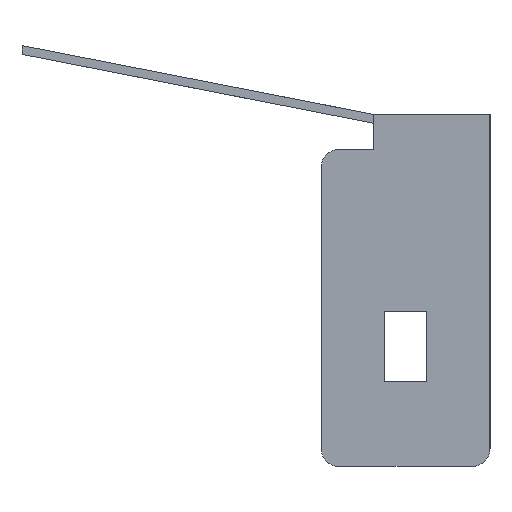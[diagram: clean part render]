
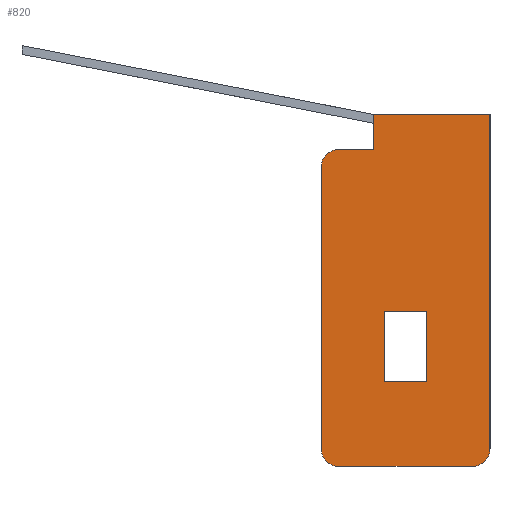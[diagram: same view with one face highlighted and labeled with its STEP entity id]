
A CAD part, left-side view. The second image highlights one B-rep face of the part: STEP entity #820.
In plain terms, the highlighted planar face has unit normal (-1, 0, 0).
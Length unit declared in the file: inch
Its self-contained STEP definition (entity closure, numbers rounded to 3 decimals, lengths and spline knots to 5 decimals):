
#22=FACE_BOUND('',#147,.T.);
#31=CIRCLE('',#865,0.01);
#33=CIRCLE('',#869,0.01);
#35=CIRCLE('',#873,0.01);
#104=FACE_OUTER_BOUND('',#146,.T.);
#146=EDGE_LOOP('',(#690,#691,#692,#693,#694,#695,#696,#697,#698));
#147=EDGE_LOOP('',(#699,#700,#701,#702));
#217=LINE('',#1229,#315);
#220=LINE('',#1235,#318);
#223=LINE('',#1241,#321);
#226=LINE('',#1245,#324);
#229=LINE('',#1253,#327);
#234=LINE('',#1266,#332);
#238=LINE('',#1278,#336);
#240=LINE('',#1287,#338);
#241=LINE('',#1289,#339);
#242=LINE('',#1290,#340);
#315=VECTOR('',#1007,0.04);
#318=VECTOR('',#1012,0.024);
#321=VECTOR('',#1017,0.04);
#324=VECTOR('',#1022,0.024);
#327=VECTOR('',#1027,0.02);
#332=VECTOR('',#1040,0.16);
#336=VECTOR('',#1052,0.076);
#338=VECTOR('',#1062,0.19);
#339=VECTOR('',#1063,0.066);
#340=VECTOR('',#1064,0.02);
#398=VERTEX_POINT('',#1226);
#399=VERTEX_POINT('',#1228);
#401=VERTEX_POINT('',#1234);
#403=VERTEX_POINT('',#1240);
#406=VERTEX_POINT('',#1250);
#407=VERTEX_POINT('',#1252);
#409=VERTEX_POINT('',#1258);
#411=VERTEX_POINT('',#1264);
#413=VERTEX_POINT('',#1270);
#415=VERTEX_POINT('',#1276);
#417=VERTEX_POINT('',#1282);
#418=VERTEX_POINT('',#1286);
#419=VERTEX_POINT('',#1288);
#491=EDGE_CURVE('',#399,#398,#217,.T.);
#494=EDGE_CURVE('',#401,#399,#220,.T.);
#497=EDGE_CURVE('',#403,#401,#223,.T.);
#500=EDGE_CURVE('',#398,#403,#226,.T.);
#503=EDGE_CURVE('',#406,#407,#229,.T.);
#507=EDGE_CURVE('',#409,#406,#31,.T.);
#510=EDGE_CURVE('',#411,#409,#234,.T.);
#513=EDGE_CURVE('',#413,#411,#33,.T.);
#516=EDGE_CURVE('',#415,#413,#238,.T.);
#519=EDGE_CURVE('',#417,#415,#35,.T.);
#520=EDGE_CURVE('',#418,#417,#240,.T.);
#521=EDGE_CURVE('',#419,#418,#241,.T.);
#522=EDGE_CURVE('',#407,#419,#242,.T.);
#690=ORIENTED_EDGE('',*,*,#520,.F.);
#691=ORIENTED_EDGE('',*,*,#521,.F.);
#692=ORIENTED_EDGE('',*,*,#522,.F.);
#693=ORIENTED_EDGE('',*,*,#503,.F.);
#694=ORIENTED_EDGE('',*,*,#507,.F.);
#695=ORIENTED_EDGE('',*,*,#510,.F.);
#696=ORIENTED_EDGE('',*,*,#513,.F.);
#697=ORIENTED_EDGE('',*,*,#516,.F.);
#698=ORIENTED_EDGE('',*,*,#519,.F.);
#699=ORIENTED_EDGE('',*,*,#491,.T.);
#700=ORIENTED_EDGE('',*,*,#500,.T.);
#701=ORIENTED_EDGE('',*,*,#497,.T.);
#702=ORIENTED_EDGE('',*,*,#494,.T.);
#780=PLANE('',#874);
#820=ADVANCED_FACE('',(#104,#22),#780,.F.);
#865=AXIS2_PLACEMENT_3D('',#1260,#1034,#1035);
#869=AXIS2_PLACEMENT_3D('',#1272,#1046,#1047);
#873=AXIS2_PLACEMENT_3D('',#1284,#1058,#1059);
#874=AXIS2_PLACEMENT_3D('',#1285,#1060,#1061);
#1007=DIRECTION('',(0.,0.,1.));
#1012=DIRECTION('',(0.,1.,0.));
#1017=DIRECTION('',(0.,0.,-1.));
#1022=DIRECTION('',(0.,-1.,0.));
#1027=DIRECTION('',(0.,-1.,0.));
#1034=DIRECTION('center_axis',(1.,0.,0.));
#1035=DIRECTION('ref_axis',(0.,1.,0.));
#1040=DIRECTION('',(0.,0.,1.));
#1046=DIRECTION('center_axis',(1.,0.,0.));
#1047=DIRECTION('ref_axis',(0.,0.,-1.));
#1052=DIRECTION('',(0.,1.,0.));
#1058=DIRECTION('center_axis',(1.,0.,0.));
#1059=DIRECTION('ref_axis',(0.,-1.,0.));
#1060=DIRECTION('center_axis',(1.,0.,0.));
#1061=DIRECTION('ref_axis',(0.,0.,-1.));
#1062=DIRECTION('',(0.,0.,-1.));
#1063=DIRECTION('',(0.,-1.,0.));
#1064=DIRECTION('',(0.,0.,1.));
#1226=CARTESIAN_POINT('',(-0.433,0.112,0.199));
#1228=CARTESIAN_POINT('',(-0.433,0.112,0.159));
#1229=CARTESIAN_POINT('',(-0.433,0.112,0.20493));
#1234=CARTESIAN_POINT('',(-0.433,0.088,0.159));
#1235=CARTESIAN_POINT('',(-0.433,0.1053,0.159));
#1240=CARTESIAN_POINT('',(-0.433,0.088,0.199));
#1241=CARTESIAN_POINT('',(-0.433,0.088,0.18493));
#1245=CARTESIAN_POINT('',(-0.433,0.0933,0.199));
#1250=CARTESIAN_POINT('',(-0.433,0.138,0.291));
#1252=CARTESIAN_POINT('',(-0.433,0.118,0.291));
#1253=CARTESIAN_POINT('',(-0.433,0.138,0.291));
#1258=CARTESIAN_POINT('',(-0.433,0.148,0.281));
#1260=CARTESIAN_POINT('Origin',(-0.433,0.138,0.281));
#1264=CARTESIAN_POINT('',(-0.433,0.148,0.121));
#1266=CARTESIAN_POINT('',(-0.433,0.148,0.121));
#1270=CARTESIAN_POINT('',(-0.433,0.138,0.111));
#1272=CARTESIAN_POINT('Origin',(-0.433,0.138,0.121));
#1276=CARTESIAN_POINT('',(-0.433,0.062,0.111));
#1278=CARTESIAN_POINT('',(-0.433,0.062,0.111));
#1282=CARTESIAN_POINT('',(-0.433,0.052,0.121));
#1284=CARTESIAN_POINT('Origin',(-0.433,0.062,0.121));
#1285=CARTESIAN_POINT('Origin',(-0.433,0.09859,0.21087));
#1286=CARTESIAN_POINT('',(-0.433,0.052,0.311));
#1287=CARTESIAN_POINT('',(-0.433,0.052,0.311));
#1288=CARTESIAN_POINT('',(-0.433,0.118,0.311));
#1289=CARTESIAN_POINT('',(-0.433,0.118,0.311));
#1290=CARTESIAN_POINT('',(-0.433,0.118,0.291));
